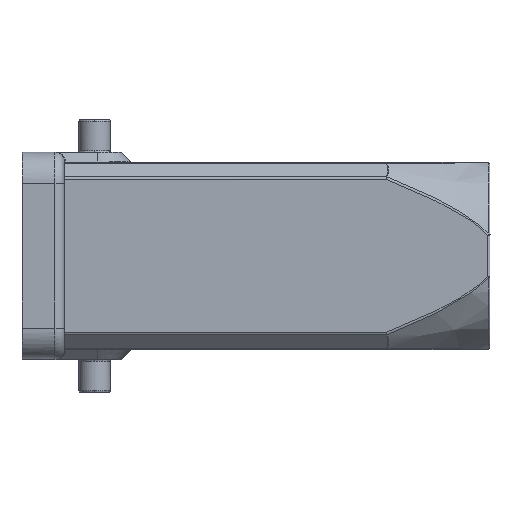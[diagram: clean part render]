
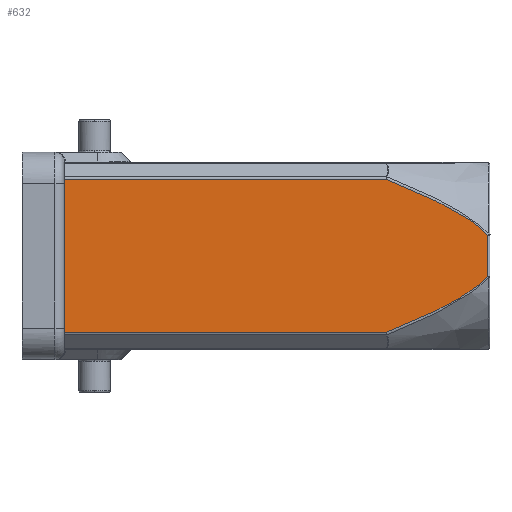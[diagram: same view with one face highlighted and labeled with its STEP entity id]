
A CAD part, top view. The second image highlights one B-rep face of the part: STEP entity #632.
In plain terms, the highlighted planar face has unit normal (0, 0, 1).
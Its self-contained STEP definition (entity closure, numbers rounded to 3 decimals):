
#632=ADVANCED_FACE('',(#1112),#848,.T.);
#848=PLANE('',#6129);
#1112=FACE_OUTER_BOUND('',#1465,.T.);
#1465=EDGE_LOOP('',(#3200,#3201,#3202,#3203,#3204,#3205));
#1922=B_SPLINE_CURVE_WITH_KNOTS('',3,(#11471,#11472,#11473,#11474,#11475,
#11476,#11477,#11478,#11479,#11480,#11481,#11482),.UNSPECIFIED.,.F.,.F.,
(4,1,1,1,1,1,3,4),(0.,0.249,0.498,0.623,
0.747,0.872,0.99,1.),.UNSPECIFIED.);
#1924=B_SPLINE_CURVE_WITH_KNOTS('',3,(#11534,#11535,#11536,#11537,#11538,
#11539,#11540,#11541),.UNSPECIFIED.,.F.,.F.,(4,1,1,1,1,4),(0.,0.12,
0.246,0.497,0.749,1.),.UNSPECIFIED.);
#3200=ORIENTED_EDGE('',*,*,#5006,.T.);
#3201=ORIENTED_EDGE('',*,*,#5013,.F.);
#3202=ORIENTED_EDGE('',*,*,#4997,.T.);
#3203=ORIENTED_EDGE('',*,*,#5014,.F.);
#3204=ORIENTED_EDGE('',*,*,#5015,.F.);
#3205=ORIENTED_EDGE('',*,*,#5011,.F.);
#4237=VERTEX_POINT('',#11409);
#4238=VERTEX_POINT('',#11411);
#4245=VERTEX_POINT('',#11448);
#4246=VERTEX_POINT('',#11449);
#4248=VERTEX_POINT('',#11483);
#4249=VERTEX_POINT('',#11542);
#4997=EDGE_CURVE('',#4238,#4237,#5469,.T.);
#5006=EDGE_CURVE('',#4245,#4246,#5472,.T.);
#5011=EDGE_CURVE('',#4245,#4248,#1922,.T.);
#5013=EDGE_CURVE('',#4238,#4246,#5473,.T.);
#5014=EDGE_CURVE('',#4249,#4237,#1924,.T.);
#5015=EDGE_CURVE('',#4248,#4249,#5474,.T.);
#5469=LINE('',#11410,#5781);
#5472=LINE('',#11447,#5784);
#5473=LINE('',#11533,#5785);
#5474=LINE('',#11543,#5786);
#5781=VECTOR('',#7138,1.);
#5784=VECTOR('',#7147,1.);
#5785=VECTOR('',#7154,1.);
#5786=VECTOR('',#7155,1.);
#6129=AXIS2_PLACEMENT_3D('',#11544,#7156,#7157);
#7138=DIRECTION('',(1.,0.,0.));
#7147=DIRECTION('',(-1.,0.,0.));
#7154=DIRECTION('',(0.,1.,0.));
#7155=DIRECTION('',(0.,-1.,0.));
#7156=DIRECTION('',(0.,0.,1.));
#7157=DIRECTION('',(0.,-1.,0.));
#11409=CARTESIAN_POINT('',(41.247,-9.793,12.));
#11410=CARTESIAN_POINT('',(-0.042,-9.793,12.));
#11411=CARTESIAN_POINT('',(-0.042,-9.793,12.));
#11447=CARTESIAN_POINT('',(41.247,9.793,12.));
#11448=CARTESIAN_POINT('',(41.247,9.793,12.));
#11449=CARTESIAN_POINT('',(-0.042,9.793,12.));
#11471=CARTESIAN_POINT('',(41.247,9.793,12.));
#11472=CARTESIAN_POINT('',(42.408,9.338,12.));
#11473=CARTESIAN_POINT('',(44.717,8.396,12.));
#11474=CARTESIAN_POINT('',(47.564,7.097,12.));
#11475=CARTESIAN_POINT('',(49.795,5.931,12.));
#11476=CARTESIAN_POINT('',(51.416,4.975,12.));
#11477=CARTESIAN_POINT('',(52.943,3.908,12.));
#11478=CARTESIAN_POINT('',(53.853,3.086,12.));
#11479=CARTESIAN_POINT('',(54.25,2.633,12.));
#11480=CARTESIAN_POINT('',(54.283,2.596,12.));
#11481=CARTESIAN_POINT('',(54.316,2.558,12.));
#11482=CARTESIAN_POINT('',(54.349,2.52,12.));
#11483=CARTESIAN_POINT('',(54.25,2.633,12.));
#11533=CARTESIAN_POINT('',(-0.042,-9.793,12.));
#11534=CARTESIAN_POINT('',(54.25,-2.633,12.));
#11535=CARTESIAN_POINT('',(53.851,-3.088,12.));
#11536=CARTESIAN_POINT('',(52.93,-3.918,12.));
#11537=CARTESIAN_POINT('',(50.901,-5.333,12.));
#11538=CARTESIAN_POINT('',(48.122,-6.841,12.));
#11539=CARTESIAN_POINT('',(44.715,-8.397,12.));
#11540=CARTESIAN_POINT('',(42.407,-9.338,12.));
#11541=CARTESIAN_POINT('',(41.247,-9.793,12.));
#11542=CARTESIAN_POINT('',(54.25,-2.633,12.));
#11543=CARTESIAN_POINT('',(54.25,2.633,12.));
#11544=CARTESIAN_POINT('',(27.104,0.,12.));
